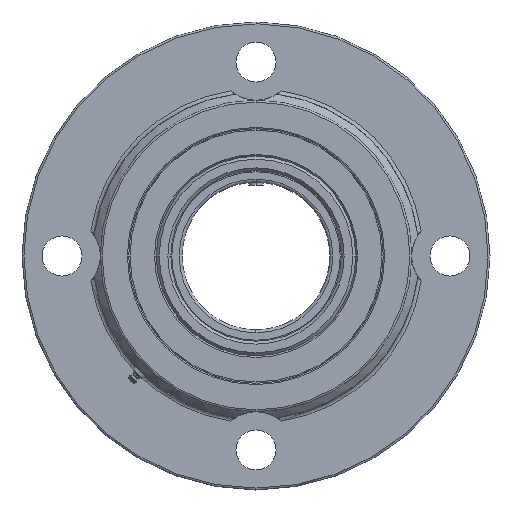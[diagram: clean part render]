
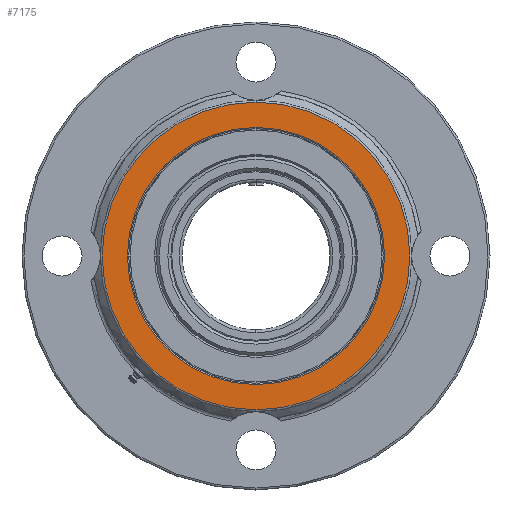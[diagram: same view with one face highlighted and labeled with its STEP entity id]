
A CAD part, left-side view. The second image highlights one B-rep face of the part: STEP entity #7175.
In plain terms, the highlighted planar face has unit normal (-1, 0, 0).
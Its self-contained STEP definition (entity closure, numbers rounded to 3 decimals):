
#4471 = EDGE_CURVE( '', #5421, #6929, #10118, .T. );
#4839 = EDGE_CURVE( '', #4931, #5071, #10534, .T. );
#4931 = VERTEX_POINT( '', #10636 );
#5005 = EDGE_CURVE( '', #5071, #4931, #10717, .T. );
#5071 = VERTEX_POINT( '', #10786 );
#5191 = EDGE_CURVE( '', #7053, #5421, #10921, .T. );
#5421 = VERTEX_POINT( '', #11182 );
#6177 = EDGE_CURVE( '', #6929, #7053, #12011, .T. );
#6929 = VERTEX_POINT( '', #12839 );
#7053 = VERTEX_POINT( '', #12975 );
#7175 = ADVANCED_FACE( '', ( #13110, #13111 ), #13112, .T. );
#10118 = CIRCLE( '', #16714, 79.32 );
#10534 = CIRCLE( '', #17244, 66.304 );
#10636 = CARTESIAN_POINT( '', ( -21., -66.304, 0. ) );
#10717 = CIRCLE( '', #17524, 66.304 );
#10786 = CARTESIAN_POINT( '', ( -21., 66.304, 0. ) );
#10921 = CIRCLE( '', #17784, 79.32 );
#11182 = CARTESIAN_POINT( '', ( -21., 0., -79.32 ) );
#12011 = CIRCLE( '', #19194, 79.32 );
#12839 = CARTESIAN_POINT( '', ( -21., 0., 79.32 ) );
#12975 = CARTESIAN_POINT( '', ( -21., 79.32, 0. ) );
#13110 = FACE_BOUND( '', #20580, .T. );
#13111 = FACE_OUTER_BOUND( '', #20581, .T. );
#13112 = PLANE( '', #20582 );
#16714 = AXIS2_PLACEMENT_3D( '', #24488, #24489, #24490 );
#17244 = AXIS2_PLACEMENT_3D( '', #25086, #25087, #25088 );
#17524 = AXIS2_PLACEMENT_3D( '', #25346, #25347, #25348 );
#17784 = AXIS2_PLACEMENT_3D( '', #25602, #25603, #25604 );
#19194 = AXIS2_PLACEMENT_3D( '', #27084, #27085, #27086 );
#20580 = EDGE_LOOP( '', ( #28537, #28538 ) );
#20581 = EDGE_LOOP( '', ( #28539, #28540, #28541 ) );
#20582 = AXIS2_PLACEMENT_3D( '', #28542, #28543, #28544 );
#24488 = CARTESIAN_POINT( '', ( -21., 0., 0. ) );
#24489 = DIRECTION( '', ( -1., 0., 0. ) );
#24490 = DIRECTION( '', ( 0., 1., 0. ) );
#25086 = CARTESIAN_POINT( '', ( -21., 0., 0. ) );
#25087 = DIRECTION( '', ( -1., 0., 0. ) );
#25088 = DIRECTION( '', ( 0., 1., 0. ) );
#25346 = CARTESIAN_POINT( '', ( -21., 0., 0. ) );
#25347 = DIRECTION( '', ( -1., 0., 0. ) );
#25348 = DIRECTION( '', ( 0., 1., 0. ) );
#25602 = CARTESIAN_POINT( '', ( -21., 0., 0. ) );
#25603 = DIRECTION( '', ( -1., 0., 0. ) );
#25604 = DIRECTION( '', ( 0., 1., 0. ) );
#27084 = CARTESIAN_POINT( '', ( -21., 0., 0. ) );
#27085 = DIRECTION( '', ( -1., 0., 0. ) );
#27086 = DIRECTION( '', ( 0., 1., 0. ) );
#28537 = ORIENTED_EDGE( '', *, *, #5005, .F. );
#28538 = ORIENTED_EDGE( '', *, *, #4839, .F. );
#28539 = ORIENTED_EDGE( '', *, *, #5191, .T. );
#28540 = ORIENTED_EDGE( '', *, *, #4471, .T. );
#28541 = ORIENTED_EDGE( '', *, *, #6177, .T. );
#28542 = CARTESIAN_POINT( '', ( -21., 72.812, 0. ) );
#28543 = DIRECTION( '', ( -1., 0., 0. ) );
#28544 = DIRECTION( '', ( 0., 1., 0. ) );
